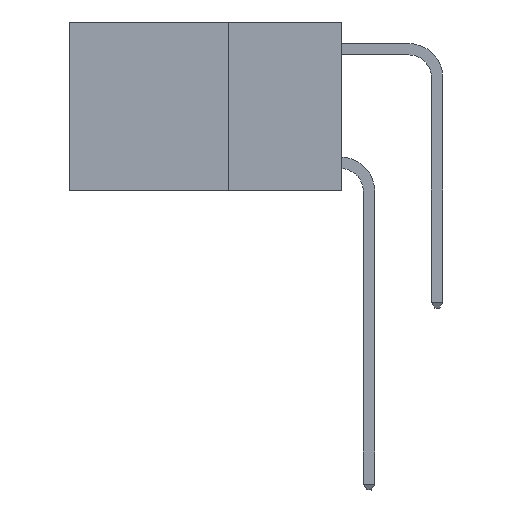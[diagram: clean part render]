
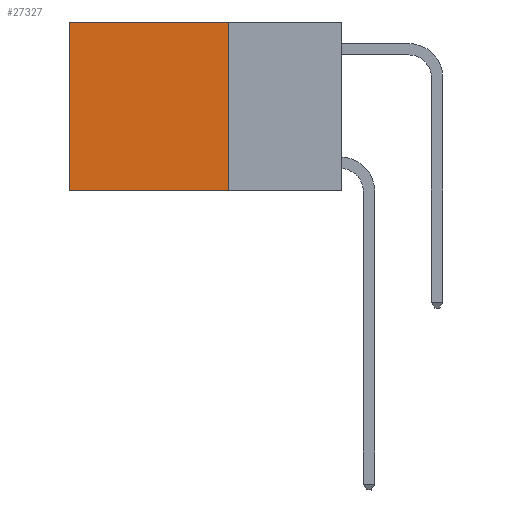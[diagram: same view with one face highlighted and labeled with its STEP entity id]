
A CAD part, left-side view. The second image highlights one B-rep face of the part: STEP entity #27327.
In plain terms, the highlighted planar face has unit normal (-1, 0, 0).
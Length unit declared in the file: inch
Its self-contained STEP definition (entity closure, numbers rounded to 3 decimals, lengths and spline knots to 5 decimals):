
#186 = CARTESIAN_POINT ( 'NONE',  ( 0.2625, 0.6, 0. ) ) ;
#744 = DIRECTION ( 'NONE',  ( 0., 0., -1. ) ) ;
#2175 = AXIS2_PLACEMENT_3D ( 'NONE', #9905, #30693, #744 ) ;
#2711 = FACE_OUTER_BOUND ( 'NONE', #29662, .T. ) ;
#3460 = CARTESIAN_POINT ( 'NONE',  ( 0.2625, 0.6, -0.37 ) ) ;
#3841 = CARTESIAN_POINT ( 'NONE',  ( 0.2625, 0.25, 0. ) ) ;
#4710 = VECTOR ( 'NONE', #13950, 39.37008 ) ;
#4711 = VERTEX_POINT ( 'NONE', #28781 ) ;
#4722 = LINE ( 'NONE', #24416, #30869 ) ;
#6288 = VECTOR ( 'NONE', #19162, 39.37008 ) ;
#8226 = LINE ( 'NONE', #3841, #4710 ) ;
#8255 = LINE ( 'NONE', #16826, #6288 ) ;
#8910 = DIRECTION ( 'NONE',  ( 0., 0., -1. ) ) ;
#9905 = CARTESIAN_POINT ( 'NONE',  ( 0.2625, 0.25, 0. ) ) ;
#11105 = ORIENTED_EDGE ( 'NONE', *, *, #26152, .T. ) ;
#12056 = EDGE_CURVE ( 'NONE', #18331, #15975, #8226, .T. ) ;
#13027 = CARTESIAN_POINT ( 'NONE',  ( 0.2625, 0.25, 0. ) ) ;
#13950 = DIRECTION ( 'NONE',  ( 0., 1., 0. ) ) ;
#14537 = VERTEX_POINT ( 'NONE', #3460 ) ;
#15975 = VERTEX_POINT ( 'NONE', #186 ) ;
#16826 = CARTESIAN_POINT ( 'NONE',  ( 0.2625, 0.25, 0. ) ) ;
#18331 = VERTEX_POINT ( 'NONE', #13027 ) ;
#19162 = DIRECTION ( 'NONE',  ( 0., 0., -1. ) ) ;
#20601 = LINE ( 'NONE', #28639, #27792 ) ;
#22373 = ORIENTED_EDGE ( 'NONE', *, *, #30434, .F. ) ;
#22448 = EDGE_CURVE ( 'NONE', #18331, #4711, #8255, .T. ) ;
#24416 = CARTESIAN_POINT ( 'NONE',  ( 0.2625, 0.25, -0.37 ) ) ;
#26152 = EDGE_CURVE ( 'NONE', #15975, #14537, #20601, .T. ) ;
#27327 = ADVANCED_FACE ( 'NONE', ( #2711 ), #31953, .F. ) ;
#27722 = ORIENTED_EDGE ( 'NONE', *, *, #12056, .T. ) ;
#27792 = VECTOR ( 'NONE', #8910, 39.37008 ) ;
#28639 = CARTESIAN_POINT ( 'NONE',  ( 0.2625, 0.6, 0. ) ) ;
#28781 = CARTESIAN_POINT ( 'NONE',  ( 0.2625, 0.25, -0.37 ) ) ;
#29662 = EDGE_LOOP ( 'NONE', ( #11105, #22373, #32839, #27722 ) ) ;
#30434 = EDGE_CURVE ( 'NONE', #4711, #14537, #4722, .T. ) ;
#30693 = DIRECTION ( 'NONE',  ( 1., 0., 0. ) ) ;
#30869 = VECTOR ( 'NONE', #31488, 39.37008 ) ;
#31488 = DIRECTION ( 'NONE',  ( 0., 1., 0. ) ) ;
#31953 = PLANE ( 'NONE',  #2175 ) ;
#32839 = ORIENTED_EDGE ( 'NONE', *, *, #22448, .F. ) ;
